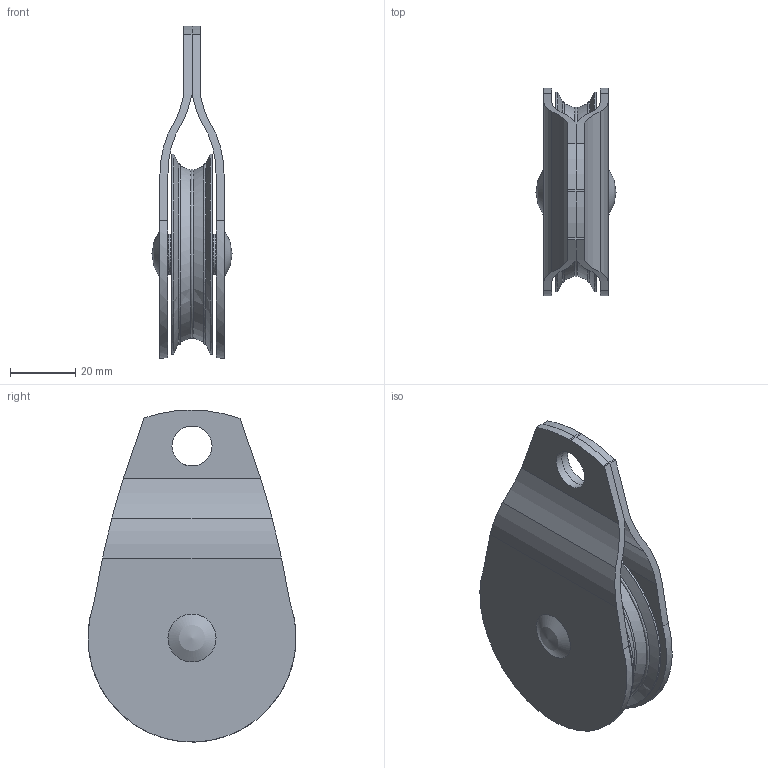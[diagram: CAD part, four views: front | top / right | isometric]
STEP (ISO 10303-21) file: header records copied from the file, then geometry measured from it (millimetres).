
FILE_DESCRIPTION(('FreeCAD Model'),'2;1');
FILE_NAME('Open CASCADE Shape Model','2025-05-03T05:07:45',('FreeCAD'),( 'FreeCAD'),'Open CASCADE STEP processor 7.6','FreeCAD','Unknown');
FILE_SCHEMA(('AUTOMOTIVE_DESIGN { 1 0 10303 214 1 1 1 1 }'));
Length unit declared in the file: millimetre
Products named in the file (1): Open CASCADE STEP translator 7.6 1
Bounding box: 24.58 x 63.88 x 102 mm (x, y, z)
Volume: 54153.2 mm3; surface area: 31987.3 mm2
Topology: 5 solids, 5 shells, 67 faces, 153 edges, 100 vertices
Faces by surface type: bspline 67
Entity records: 2920 total; most frequent: CARTESIAN_POINT 1997, ORIENTED_EDGE 306, EDGE_CURVE 153, VERTEX_POINT 100, FACE_BOUND 83, EDGE_LOOP 83, B_SPLINE_CURVE_WITH_KNOTS 78, ADVANCED_FACE 67
